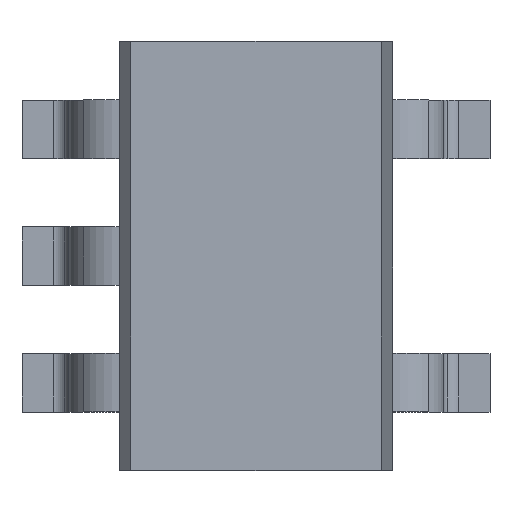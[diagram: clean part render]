
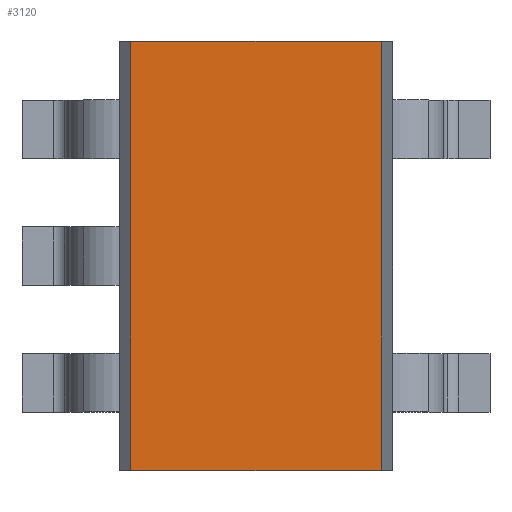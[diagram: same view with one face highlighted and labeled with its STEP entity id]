
A CAD part, top view. The second image highlights one B-rep face of the part: STEP entity #3120.
In plain terms, the highlighted planar face has unit normal (0, 0, 1).
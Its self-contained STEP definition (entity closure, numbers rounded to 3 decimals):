
#3064=CARTESIAN_POINT('',(0.642,1.1,1.1));
#3065=VERTEX_POINT('',#3064);
#3072=CARTESIAN_POINT('',(0.642,-1.1,1.1));
#3073=VERTEX_POINT('',#3072);
#3074=CARTESIAN_POINT('',(0.642,-1.1,1.1));
#3075=DIRECTION('',(0.0,1.0,0.0));
#3076=VECTOR('',#3075,2.2);
#3077=LINE('',#3074,#3076);
#3078=EDGE_CURVE('',#3073,#3065,#3077,.T.);
#3090=CARTESIAN_POINT('',(0.642,-1.1,1.1));
#3091=DIRECTION('',(0.0,0.0,1.0));
#3092=DIRECTION('',(1.0,0.0,0.0));
#3093=AXIS2_PLACEMENT_3D('',#3090,#3091,#3092);
#3094=PLANE('',#3093);
#3095=CARTESIAN_POINT('',(-0.642,1.1,1.1));
#3096=VERTEX_POINT('',#3095);
#3097=CARTESIAN_POINT('',(0.642,1.1,1.1));
#3098=DIRECTION('',(-1.0,0.0,0.0));
#3099=VECTOR('',#3098,1.285);
#3100=LINE('',#3097,#3099);
#3101=EDGE_CURVE('',#3065,#3096,#3100,.T.);
#3102=ORIENTED_EDGE('',*,*,#3101,.T.);
#3103=CARTESIAN_POINT('',(-0.642,-1.1,1.1));
#3104=VERTEX_POINT('',#3103);
#3105=CARTESIAN_POINT('',(-0.642,-1.1,1.1));
#3106=DIRECTION('',(0.0,1.0,0.0));
#3107=VECTOR('',#3106,2.2);
#3108=LINE('',#3105,#3107);
#3109=EDGE_CURVE('',#3104,#3096,#3108,.T.);
#3110=ORIENTED_EDGE('',*,*,#3109,.F.);
#3111=CARTESIAN_POINT('',(-0.642,-1.1,1.1));
#3112=DIRECTION('',(1.0,0.0,0.0));
#3113=VECTOR('',#3112,1.285);
#3114=LINE('',#3111,#3113);
#3115=EDGE_CURVE('',#3104,#3073,#3114,.T.);
#3116=ORIENTED_EDGE('',*,*,#3115,.T.);
#3117=ORIENTED_EDGE('',*,*,#3078,.T.);
#3118=EDGE_LOOP('',(#3102,#3110,#3116,#3117));
#3119=FACE_OUTER_BOUND('',#3118,.T.);
#3120=ADVANCED_FACE('',(#3119),#3094,.T.);
